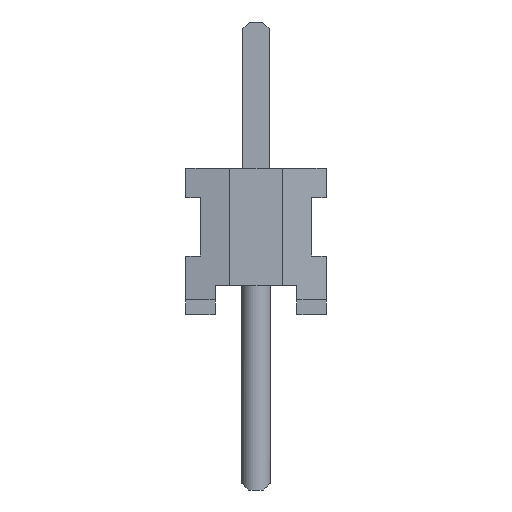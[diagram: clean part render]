
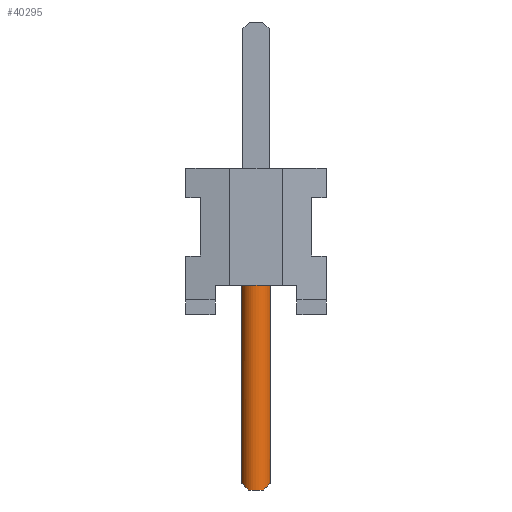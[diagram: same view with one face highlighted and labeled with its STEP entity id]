
A CAD part, left-side view. The second image highlights one B-rep face of the part: STEP entity #40295.
In plain terms, the highlighted cylindrical face has radius 0.254 mm (diameter 0.508 mm), a full revolution.
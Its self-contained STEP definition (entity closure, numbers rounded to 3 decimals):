
#38309 = EDGE_CURVE('',#38310,#38312,#38314,.T.);
#38310 = VERTEX_POINT('',#38311);
#38311 = CARTESIAN_POINT('',(-19.304,0.,1.27));
#38312 = VERTEX_POINT('',#38313);
#38313 = CARTESIAN_POINT('',(-19.27,0.127,1.27));
#38314 = CIRCLE('',#38315,0.254);
#38315 = AXIS2_PLACEMENT_3D('',#38316,#38317,#38318);
#38316 = CARTESIAN_POINT('',(-19.05,0.,1.27));
#38317 = DIRECTION('',(0.,0.,1.));
#38318 = DIRECTION('',(1.,0.,0.));
#38320 = EDGE_CURVE('',#38312,#38310,#38321,.T.);
#38321 = CIRCLE('',#38322,0.254);
#38322 = AXIS2_PLACEMENT_3D('',#38323,#38324,#38325);
#38323 = CARTESIAN_POINT('',(-19.05,0.,1.27));
#38324 = DIRECTION('',(0.,0.,1.));
#38325 = DIRECTION('',(1.,0.,0.));
#40295 = ADVANCED_FACE('',(#40296),#40342,.T.);
#40296 = FACE_BOUND('',#40297,.T.);
#40297 = EDGE_LOOP('',(#40298,#40299,#40306,#40315,#40324,#40333,#40340,
    #40341));
#40298 = ORIENTED_EDGE('',*,*,#38320,.F.);
#40299 = ORIENTED_EDGE('',*,*,#40300,.T.);
#40300 = EDGE_CURVE('',#38312,#40301,#40303,.T.);
#40301 = VERTEX_POINT('',#40302);
#40302 = CARTESIAN_POINT('',(-19.27,0.127,-3.048));
#40303 = B_SPLINE_CURVE_WITH_KNOTS('',1,(#40304,#40305),.UNSPECIFIED.,
  .F.,.F.,(2,2),(0.,4.318),.PIECEWISE_BEZIER_KNOTS.);
#40304 = CARTESIAN_POINT('',(-19.27,0.127,1.27));
#40305 = CARTESIAN_POINT('',(-19.27,0.127,-3.048));
#40306 = ORIENTED_EDGE('',*,*,#40307,.T.);
#40307 = EDGE_CURVE('',#40301,#40308,#40310,.T.);
#40308 = VERTEX_POINT('',#40309);
#40309 = CARTESIAN_POINT('',(-19.27,-0.127,-3.048));
#40310 = CIRCLE('',#40311,0.254);
#40311 = AXIS2_PLACEMENT_3D('',#40312,#40313,#40314);
#40312 = CARTESIAN_POINT('',(-19.05,0.,-3.048));
#40313 = DIRECTION('',(0.,0.,1.));
#40314 = DIRECTION('',(0.,-1.,0.));
#40315 = ORIENTED_EDGE('',*,*,#40316,.T.);
#40316 = EDGE_CURVE('',#40308,#40317,#40319,.T.);
#40317 = VERTEX_POINT('',#40318);
#40318 = CARTESIAN_POINT('',(-18.83,-0.127,-3.048));
#40319 = ELLIPSE('',#40320,0.359,0.254);
#40320 = AXIS2_PLACEMENT_3D('',#40321,#40322,#40323);
#40321 = CARTESIAN_POINT('',(-19.05,0.,-3.175));
#40322 = DIRECTION('',(0.,0.707,0.707));
#40323 = DIRECTION('',(0.,0.707,-0.707));
#40324 = ORIENTED_EDGE('',*,*,#40325,.T.);
#40325 = EDGE_CURVE('',#40317,#40326,#40328,.T.);
#40326 = VERTEX_POINT('',#40327);
#40327 = CARTESIAN_POINT('',(-18.83,0.127,-3.048));
#40328 = CIRCLE('',#40329,0.254);
#40329 = AXIS2_PLACEMENT_3D('',#40330,#40331,#40332);
#40330 = CARTESIAN_POINT('',(-19.05,0.,-3.048));
#40331 = DIRECTION('',(0.,0.,1.));
#40332 = DIRECTION('',(0.,-1.,0.));
#40333 = ORIENTED_EDGE('',*,*,#40334,.T.);
#40334 = EDGE_CURVE('',#40326,#40301,#40335,.T.);
#40335 = ELLIPSE('',#40336,0.359,0.254);
#40336 = AXIS2_PLACEMENT_3D('',#40337,#40338,#40339);
#40337 = CARTESIAN_POINT('',(-19.05,0.,-3.175));
#40338 = DIRECTION('',(0.,-0.707,0.707));
#40339 = DIRECTION('',(0.,-0.707,-0.707));
#40340 = ORIENTED_EDGE('',*,*,#40300,.F.);
#40341 = ORIENTED_EDGE('',*,*,#38309,.F.);
#40342 = CYLINDRICAL_SURFACE('',#40343,0.254);
#40343 = AXIS2_PLACEMENT_3D('',#40344,#40345,#40346);
#40344 = CARTESIAN_POINT('',(-19.05,0.,1.27));
#40345 = DIRECTION('',(0.,0.,-1.));
#40346 = DIRECTION('',(0.,1.,0.));
